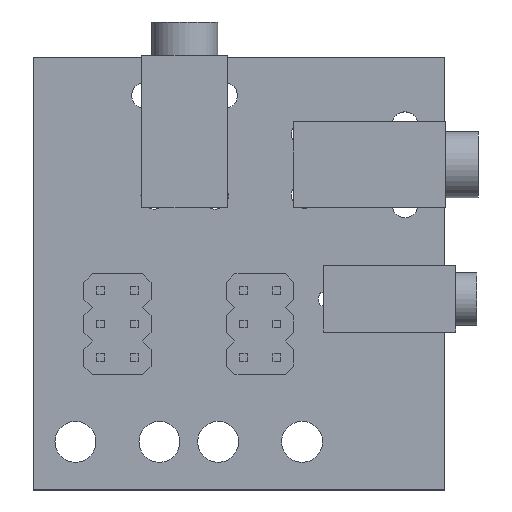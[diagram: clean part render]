
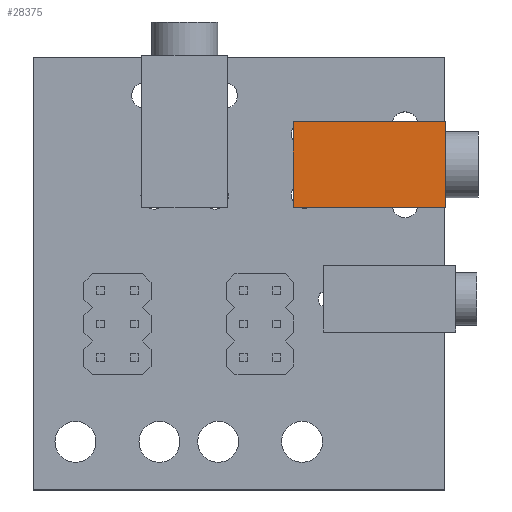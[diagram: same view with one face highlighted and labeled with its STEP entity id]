
A CAD part, top view. The second image highlights one B-rep face of the part: STEP entity #28375.
In plain terms, the highlighted planar face has unit normal (0, 0, 1).
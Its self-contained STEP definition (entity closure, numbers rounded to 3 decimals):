
#28278=CARTESIAN_POINT('',(-3.845,6.91,5.8));
#28279=VERTEX_POINT('',#28278);
#28280=CARTESIAN_POINT('',(-3.845,13.41,5.8));
#28281=VERTEX_POINT('',#28280);
#28282=CARTESIAN_POINT('',(7.655,6.91,5.8));
#28283=VERTEX_POINT('',#28282);
#28284=CARTESIAN_POINT('',(7.655,13.41,5.8));
#28285=VERTEX_POINT('',#28284);
#28298=DIRECTION('',(11.5,0.,0.));
#28299=VECTOR('',#28298,1.);
#28300=LINE('',#28278,#28299);
#28301=DIRECTION('',(11.5,0.,0.));
#28302=VECTOR('',#28301,1.);
#28303=LINE('',#28280,#28302);
#28316=DIRECTION('',(0.,6.5,0.));
#28317=VECTOR('',#28316,1.);
#28318=LINE('',#28278,#28317);
#28319=DIRECTION('',(0.,6.5,0.));
#28320=VECTOR('',#28319,1.);
#28321=LINE('',#28282,#28320);
#28340=EDGE_CURVE('',#28279,#28283,#28300,.T.);
#28341=ORIENTED_EDGE('',*,*,#28340,.T.);
#28343=EDGE_CURVE('',#28281,#28285,#28303,.T.);
#28345=ORIENTED_EDGE('',*,*,#28343,.F.);
#28346=EDGE_CURVE('',#28279,#28281,#28318,.T.);
#28348=ORIENTED_EDGE('',*,*,#28346,.F.);
#28355=EDGE_CURVE('',#28283,#28285,#28321,.T.);
#28356=ORIENTED_EDGE('',*,*,#28355,.T.);
#28370=EDGE_LOOP('',(#28348,#28341,#28356,#28345));
#28371=FACE_OUTER_BOUND('',#28370,.T.);
#28372=DIRECTION('',(0.,0.,5.));
#28373=AXIS2_PLACEMENT_3D('',#28278,#28372,$);
#28374=PLANE('',#28373);
#28375=ADVANCED_FACE('',(#28371),#28374,.T.);
